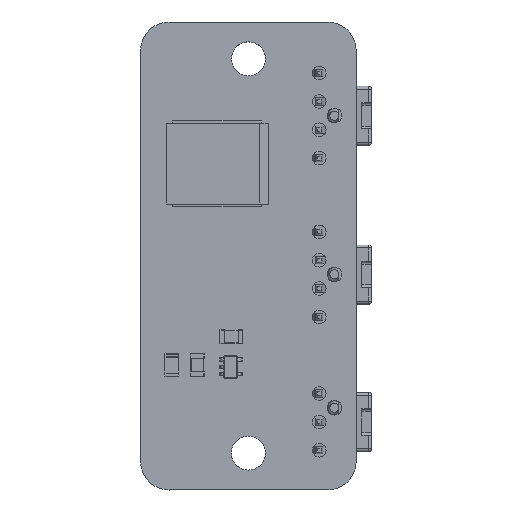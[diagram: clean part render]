
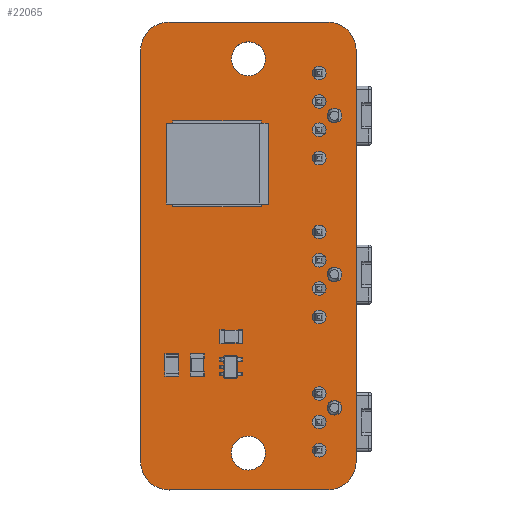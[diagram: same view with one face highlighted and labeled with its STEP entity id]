
A CAD part, top view. The second image highlights one B-rep face of the part: STEP entity #22065.
In plain terms, the highlighted planar face has unit normal (0, 0, 1).
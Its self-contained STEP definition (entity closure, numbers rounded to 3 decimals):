
#21732 = VERTEX_POINT('',#21733);
#21733 = CARTESIAN_POINT('',(7.,20.625,1.6));
#21739 = EDGE_CURVE('',#21732,#21740,#21742,.T.);
#21740 = VERTEX_POINT('',#21741);
#21741 = CARTESIAN_POINT('',(9.5,18.125,1.6));
#21742 = CIRCLE('',#21743,2.5);
#21743 = AXIS2_PLACEMENT_3D('',#21744,#21745,#21746);
#21744 = CARTESIAN_POINT('',(7.,18.125,1.6));
#21745 = DIRECTION('',(0.,0.,-1.));
#21746 = DIRECTION('',(0.,1.,0.));
#21774 = VERTEX_POINT('',#21775);
#21775 = CARTESIAN_POINT('',(-6.982,20.625,1.6));
#21781 = EDGE_CURVE('',#21774,#21732,#21782,.T.);
#21782 = LINE('',#21783,#21784);
#21783 = CARTESIAN_POINT('',(-6.982,20.625,1.6));
#21784 = VECTOR('',#21785,1.);
#21785 = DIRECTION('',(1.,0.,0.));
#21803 = EDGE_CURVE('',#21740,#21804,#21806,.T.);
#21804 = VERTEX_POINT('',#21805);
#21805 = CARTESIAN_POINT('',(9.5,-18.125,1.6));
#21806 = LINE('',#21807,#21808);
#21807 = CARTESIAN_POINT('',(9.5,18.125,1.6));
#21808 = VECTOR('',#21809,1.);
#21809 = DIRECTION('',(0.,-1.,0.));
#22065 = ADVANCED_FACE('',(#22066,#22120,#22131,#22142,#22153,#22164,
    #22175,#22186,#22197,#22208,#22219,#22230,#22241,#22252,#22263,
    #22274,#22285),#22296,.T.);
#22066 = FACE_BOUND('',#22067,.T.);
#22067 = EDGE_LOOP('',(#22068,#22069,#22070,#22079,#22087,#22095,#22104,
    #22112,#22119));
#22068 = ORIENTED_EDGE('',*,*,#21739,.F.);
#22069 = ORIENTED_EDGE('',*,*,#21781,.F.);
#22070 = ORIENTED_EDGE('',*,*,#22071,.F.);
#22071 = EDGE_CURVE('',#22072,#21774,#22074,.T.);
#22072 = VERTEX_POINT('',#22073);
#22073 = CARTESIAN_POINT('',(-9.5,18.125,1.6));
#22074 = CIRCLE('',#22075,2.518);
#22075 = AXIS2_PLACEMENT_3D('',#22076,#22077,#22078);
#22076 = CARTESIAN_POINT('',(-6.982,18.107,1.6));
#22077 = DIRECTION('',(0.,0.,-1.));
#22078 = DIRECTION('',(-1.,0.007,0.));
#22079 = ORIENTED_EDGE('',*,*,#22080,.F.);
#22080 = EDGE_CURVE('',#22081,#22072,#22083,.T.);
#22081 = VERTEX_POINT('',#22082);
#22082 = CARTESIAN_POINT('',(-9.5,-18.125,1.6));
#22083 = LINE('',#22084,#22085);
#22084 = CARTESIAN_POINT('',(-9.5,-18.125,1.6));
#22085 = VECTOR('',#22086,1.);
#22086 = DIRECTION('',(0.,1.,0.));
#22087 = ORIENTED_EDGE('',*,*,#22088,.F.);
#22088 = EDGE_CURVE('',#22089,#22081,#22091,.T.);
#22089 = VERTEX_POINT('',#22090);
#22090 = CARTESIAN_POINT('',(-9.5,-18.125,1.6));
#22091 = LINE('',#22092,#22093);
#22092 = CARTESIAN_POINT('',(-9.5,-18.125,1.6));
#22093 = VECTOR('',#22094,1.);
#22094 = DIRECTION('',(-1.,0.,0.));
#22095 = ORIENTED_EDGE('',*,*,#22096,.F.);
#22096 = EDGE_CURVE('',#22097,#22089,#22099,.T.);
#22097 = VERTEX_POINT('',#22098);
#22098 = CARTESIAN_POINT('',(-6.982,-20.625,1.6));
#22099 = CIRCLE('',#22100,2.518);
#22100 = AXIS2_PLACEMENT_3D('',#22101,#22102,#22103);
#22101 = CARTESIAN_POINT('',(-6.982,-18.107,1.6));
#22102 = DIRECTION('',(0.,0.,-1.));
#22103 = DIRECTION('',(0.,-1.,0.));
#22104 = ORIENTED_EDGE('',*,*,#22105,.F.);
#22105 = EDGE_CURVE('',#22106,#22097,#22108,.T.);
#22106 = VERTEX_POINT('',#22107);
#22107 = CARTESIAN_POINT('',(7.,-20.625,1.6));
#22108 = LINE('',#22109,#22110);
#22109 = CARTESIAN_POINT('',(7.,-20.625,1.6));
#22110 = VECTOR('',#22111,1.);
#22111 = DIRECTION('',(-1.,0.,0.));
#22112 = ORIENTED_EDGE('',*,*,#22113,.F.);
#22113 = EDGE_CURVE('',#21804,#22106,#22114,.T.);
#22114 = CIRCLE('',#22115,2.5);
#22115 = AXIS2_PLACEMENT_3D('',#22116,#22117,#22118);
#22116 = CARTESIAN_POINT('',(7.,-18.125,1.6));
#22117 = DIRECTION('',(0.,0.,-1.));
#22118 = DIRECTION('',(1.,0.,0.));
#22119 = ORIENTED_EDGE('',*,*,#21803,.F.);
#22120 = FACE_BOUND('',#22121,.T.);
#22121 = EDGE_LOOP('',(#22122));
#22122 = ORIENTED_EDGE('',*,*,#22123,.T.);
#22123 = EDGE_CURVE('',#22124,#22124,#22126,.T.);
#22124 = VERTEX_POINT('',#22125);
#22125 = CARTESIAN_POINT('',(0.,-18.875,1.6));
#22126 = CIRCLE('',#22127,1.5);
#22127 = AXIS2_PLACEMENT_3D('',#22128,#22129,#22130);
#22128 = CARTESIAN_POINT('',(0.,-17.375,1.6));
#22129 = DIRECTION('',(-0.,0.,-1.));
#22130 = DIRECTION('',(0.,-1.,-0.));
#22131 = FACE_BOUND('',#22132,.T.);
#22132 = EDGE_LOOP('',(#22133));
#22133 = ORIENTED_EDGE('',*,*,#22134,.T.);
#22134 = EDGE_CURVE('',#22135,#22135,#22137,.T.);
#22135 = VERTEX_POINT('',#22136);
#22136 = CARTESIAN_POINT('',(6.25,-17.725,1.6));
#22137 = CIRCLE('',#22138,0.6);
#22138 = AXIS2_PLACEMENT_3D('',#22139,#22140,#22141);
#22139 = CARTESIAN_POINT('',(6.25,-17.125,1.6));
#22140 = DIRECTION('',(-0.,0.,-1.));
#22141 = DIRECTION('',(-0.,-1.,0.));
#22142 = FACE_BOUND('',#22143,.T.);
#22143 = EDGE_LOOP('',(#22144));
#22144 = ORIENTED_EDGE('',*,*,#22145,.T.);
#22145 = EDGE_CURVE('',#22146,#22146,#22148,.T.);
#22146 = VERTEX_POINT('',#22147);
#22147 = CARTESIAN_POINT('',(6.25,-15.225,1.6));
#22148 = CIRCLE('',#22149,0.6);
#22149 = AXIS2_PLACEMENT_3D('',#22150,#22151,#22152);
#22150 = CARTESIAN_POINT('',(6.25,-14.625,1.6));
#22151 = DIRECTION('',(-0.,0.,-1.));
#22152 = DIRECTION('',(-0.,-1.,0.));
#22153 = FACE_BOUND('',#22154,.T.);
#22154 = EDGE_LOOP('',(#22155));
#22155 = ORIENTED_EDGE('',*,*,#22156,.T.);
#22156 = EDGE_CURVE('',#22157,#22157,#22159,.T.);
#22157 = VERTEX_POINT('',#22158);
#22158 = CARTESIAN_POINT('',(6.25,-12.725,1.6));
#22159 = CIRCLE('',#22160,0.6);
#22160 = AXIS2_PLACEMENT_3D('',#22161,#22162,#22163);
#22161 = CARTESIAN_POINT('',(6.25,-12.125,1.6));
#22162 = DIRECTION('',(-0.,0.,-1.));
#22163 = DIRECTION('',(-0.,-1.,0.));
#22164 = FACE_BOUND('',#22165,.T.);
#22165 = EDGE_LOOP('',(#22166));
#22166 = ORIENTED_EDGE('',*,*,#22167,.T.);
#22167 = EDGE_CURVE('',#22168,#22168,#22170,.T.);
#22168 = VERTEX_POINT('',#22169);
#22169 = CARTESIAN_POINT('',(7.59,-14.025,1.6));
#22170 = CIRCLE('',#22171,0.65);
#22171 = AXIS2_PLACEMENT_3D('',#22172,#22173,#22174);
#22172 = CARTESIAN_POINT('',(7.59,-13.375,1.6));
#22173 = DIRECTION('',(-0.,0.,-1.));
#22174 = DIRECTION('',(-0.,-1.,0.));
#22175 = FACE_BOUND('',#22176,.T.);
#22176 = EDGE_LOOP('',(#22177));
#22177 = ORIENTED_EDGE('',*,*,#22178,.T.);
#22178 = EDGE_CURVE('',#22179,#22179,#22181,.T.);
#22179 = VERTEX_POINT('',#22180);
#22180 = CARTESIAN_POINT('',(6.25,-5.975,1.6));
#22181 = CIRCLE('',#22182,0.6);
#22182 = AXIS2_PLACEMENT_3D('',#22183,#22184,#22185);
#22183 = CARTESIAN_POINT('',(6.25,-5.375,1.6));
#22184 = DIRECTION('',(-0.,0.,-1.));
#22185 = DIRECTION('',(-0.,-1.,0.));
#22186 = FACE_BOUND('',#22187,.T.);
#22187 = EDGE_LOOP('',(#22188));
#22188 = ORIENTED_EDGE('',*,*,#22189,.T.);
#22189 = EDGE_CURVE('',#22190,#22190,#22192,.T.);
#22190 = VERTEX_POINT('',#22191);
#22191 = CARTESIAN_POINT('',(6.25,-3.475,1.6));
#22192 = CIRCLE('',#22193,0.6);
#22193 = AXIS2_PLACEMENT_3D('',#22194,#22195,#22196);
#22194 = CARTESIAN_POINT('',(6.25,-2.875,1.6));
#22195 = DIRECTION('',(-0.,0.,-1.));
#22196 = DIRECTION('',(-0.,-1.,0.));
#22197 = FACE_BOUND('',#22198,.T.);
#22198 = EDGE_LOOP('',(#22199));
#22199 = ORIENTED_EDGE('',*,*,#22200,.T.);
#22200 = EDGE_CURVE('',#22201,#22201,#22203,.T.);
#22201 = VERTEX_POINT('',#22202);
#22202 = CARTESIAN_POINT('',(6.25,-0.975,1.6));
#22203 = CIRCLE('',#22204,0.6);
#22204 = AXIS2_PLACEMENT_3D('',#22205,#22206,#22207);
#22205 = CARTESIAN_POINT('',(6.25,-0.375,1.6));
#22206 = DIRECTION('',(-0.,0.,-1.));
#22207 = DIRECTION('',(-0.,-1.,0.));
#22208 = FACE_BOUND('',#22209,.T.);
#22209 = EDGE_LOOP('',(#22210));
#22210 = ORIENTED_EDGE('',*,*,#22211,.T.);
#22211 = EDGE_CURVE('',#22212,#22212,#22214,.T.);
#22212 = VERTEX_POINT('',#22213);
#22213 = CARTESIAN_POINT('',(7.59,-2.275,1.6));
#22214 = CIRCLE('',#22215,0.65);
#22215 = AXIS2_PLACEMENT_3D('',#22216,#22217,#22218);
#22216 = CARTESIAN_POINT('',(7.59,-1.625,1.6));
#22217 = DIRECTION('',(-0.,0.,-1.));
#22218 = DIRECTION('',(-0.,-1.,0.));
#22219 = FACE_BOUND('',#22220,.T.);
#22220 = EDGE_LOOP('',(#22221));
#22221 = ORIENTED_EDGE('',*,*,#22222,.T.);
#22222 = EDGE_CURVE('',#22223,#22223,#22225,.T.);
#22223 = VERTEX_POINT('',#22224);
#22224 = CARTESIAN_POINT('',(0.009,15.875,1.6));
#22225 = CIRCLE('',#22226,1.5);
#22226 = AXIS2_PLACEMENT_3D('',#22227,#22228,#22229);
#22227 = CARTESIAN_POINT('',(0.009,17.375,1.6));
#22228 = DIRECTION('',(-0.,0.,-1.));
#22229 = DIRECTION('',(0.,-1.,-0.));
#22230 = FACE_BOUND('',#22231,.T.);
#22231 = EDGE_LOOP('',(#22232));
#22232 = ORIENTED_EDGE('',*,*,#22233,.T.);
#22233 = EDGE_CURVE('',#22234,#22234,#22236,.T.);
#22234 = VERTEX_POINT('',#22235);
#22235 = CARTESIAN_POINT('',(6.25,1.525,1.6));
#22236 = CIRCLE('',#22237,0.6);
#22237 = AXIS2_PLACEMENT_3D('',#22238,#22239,#22240);
#22238 = CARTESIAN_POINT('',(6.25,2.125,1.6));
#22239 = DIRECTION('',(-0.,0.,-1.));
#22240 = DIRECTION('',(-0.,-1.,0.));
#22241 = FACE_BOUND('',#22242,.T.);
#22242 = EDGE_LOOP('',(#22243));
#22243 = ORIENTED_EDGE('',*,*,#22244,.T.);
#22244 = EDGE_CURVE('',#22245,#22245,#22247,.T.);
#22245 = VERTEX_POINT('',#22246);
#22246 = CARTESIAN_POINT('',(6.25,8.025,1.6));
#22247 = CIRCLE('',#22248,0.6);
#22248 = AXIS2_PLACEMENT_3D('',#22249,#22250,#22251);
#22249 = CARTESIAN_POINT('',(6.25,8.625,1.6));
#22250 = DIRECTION('',(-0.,0.,-1.));
#22251 = DIRECTION('',(-0.,-1.,0.));
#22252 = FACE_BOUND('',#22253,.T.);
#22253 = EDGE_LOOP('',(#22254));
#22254 = ORIENTED_EDGE('',*,*,#22255,.T.);
#22255 = EDGE_CURVE('',#22256,#22256,#22258,.T.);
#22256 = VERTEX_POINT('',#22257);
#22257 = CARTESIAN_POINT('',(6.25,10.525,1.6));
#22258 = CIRCLE('',#22259,0.6);
#22259 = AXIS2_PLACEMENT_3D('',#22260,#22261,#22262);
#22260 = CARTESIAN_POINT('',(6.25,11.125,1.6));
#22261 = DIRECTION('',(-0.,0.,-1.));
#22262 = DIRECTION('',(-0.,-1.,0.));
#22263 = FACE_BOUND('',#22264,.T.);
#22264 = EDGE_LOOP('',(#22265));
#22265 = ORIENTED_EDGE('',*,*,#22266,.T.);
#22266 = EDGE_CURVE('',#22267,#22267,#22269,.T.);
#22267 = VERTEX_POINT('',#22268);
#22268 = CARTESIAN_POINT('',(6.25,13.025,1.6));
#22269 = CIRCLE('',#22270,0.6);
#22270 = AXIS2_PLACEMENT_3D('',#22271,#22272,#22273);
#22271 = CARTESIAN_POINT('',(6.25,13.625,1.6));
#22272 = DIRECTION('',(-0.,0.,-1.));
#22273 = DIRECTION('',(-0.,-1.,0.));
#22274 = FACE_BOUND('',#22275,.T.);
#22275 = EDGE_LOOP('',(#22276));
#22276 = ORIENTED_EDGE('',*,*,#22277,.T.);
#22277 = EDGE_CURVE('',#22278,#22278,#22280,.T.);
#22278 = VERTEX_POINT('',#22279);
#22279 = CARTESIAN_POINT('',(7.59,11.725,1.6));
#22280 = CIRCLE('',#22281,0.65);
#22281 = AXIS2_PLACEMENT_3D('',#22282,#22283,#22284);
#22282 = CARTESIAN_POINT('',(7.59,12.375,1.6));
#22283 = DIRECTION('',(-0.,0.,-1.));
#22284 = DIRECTION('',(-0.,-1.,0.));
#22285 = FACE_BOUND('',#22286,.T.);
#22286 = EDGE_LOOP('',(#22287));
#22287 = ORIENTED_EDGE('',*,*,#22288,.T.);
#22288 = EDGE_CURVE('',#22289,#22289,#22291,.T.);
#22289 = VERTEX_POINT('',#22290);
#22290 = CARTESIAN_POINT('',(6.25,15.525,1.6));
#22291 = CIRCLE('',#22292,0.6);
#22292 = AXIS2_PLACEMENT_3D('',#22293,#22294,#22295);
#22293 = CARTESIAN_POINT('',(6.25,16.125,1.6));
#22294 = DIRECTION('',(-0.,0.,-1.));
#22295 = DIRECTION('',(-0.,-1.,0.));
#22296 = PLANE('',#22297);
#22297 = AXIS2_PLACEMENT_3D('',#22298,#22299,#22300);
#22298 = CARTESIAN_POINT('',(0.,0.,1.6));
#22299 = DIRECTION('',(0.,0.,1.));
#22300 = DIRECTION('',(1.,0.,-0.));
